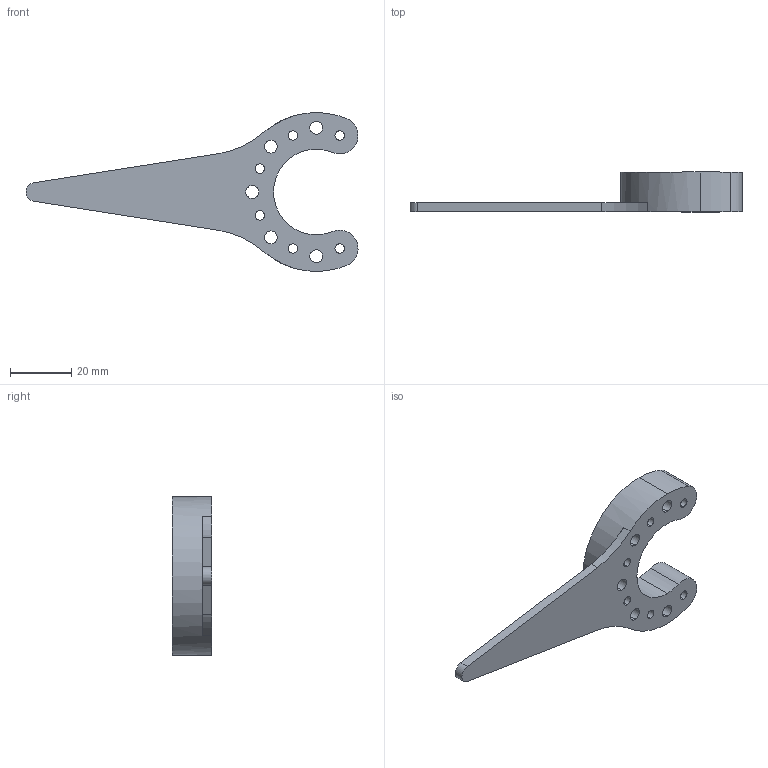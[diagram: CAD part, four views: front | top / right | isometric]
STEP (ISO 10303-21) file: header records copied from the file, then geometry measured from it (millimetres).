
FILE_DESCRIPTION (( 'STEP AP214' ), '1' );
FILE_NAME ('Output pointer.STEP', '2024-09-10T17:03:25', ( '' ), ( '' ), 'SwSTEP 2.0', 'SolidWorks 2023', '' );
FILE_SCHEMA (( 'AUTOMOTIVE_DESIGN' ));
Length unit declared in the file: millimetre
Products named in the file (1): Output pointer
Bounding box: 108.63 x 13 x 52 mm (x, y, z)
Volume: 15718.1 mm3; surface area: 8715 mm2
Topology: 1 solids, 1 shells, 43 faces, 123 edges, 82 vertices
Faces by surface type: cylinder 38, plane 5
Entity records: 1522 total; most frequent: DIRECTION 289, CARTESIAN_POINT 249, ORIENTED_EDGE 246, EDGE_CURVE 123, AXIS2_PLACEMENT_3D 122, VERTEX_POINT 82, CIRCLE 78, EDGE_LOOP 65
